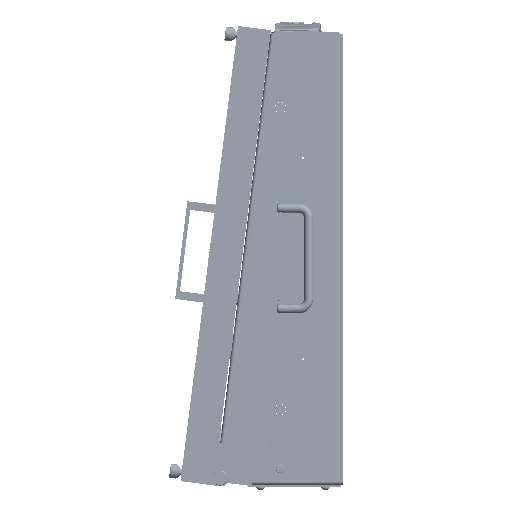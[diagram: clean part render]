
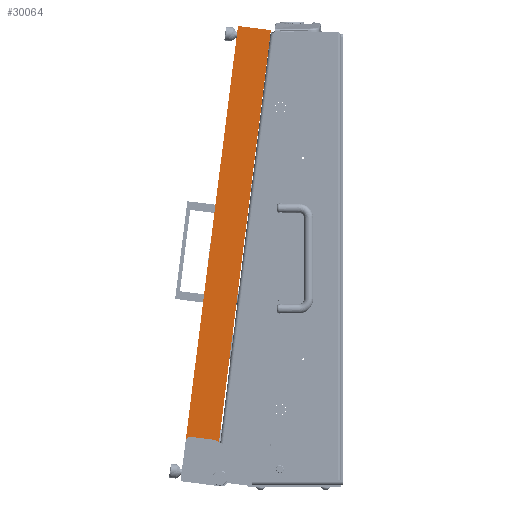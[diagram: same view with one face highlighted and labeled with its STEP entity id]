
A CAD part, left-side view. The second image highlights one B-rep face of the part: STEP entity #30064.
In plain terms, the highlighted planar face has unit normal (-1, 0, 0).
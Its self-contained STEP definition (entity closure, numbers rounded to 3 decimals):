
#132 = DIRECTION ( 'NONE',  ( 0., 1., 0. ) ) ;
#182 = CARTESIAN_POINT ( 'NONE',  ( -277.5, 0., 228. ) ) ;
#1985 = ORIENTED_EDGE ( 'NONE', *, *, #151413, .T. ) ;
#11108 = CARTESIAN_POINT ( 'NONE',  ( -277.5, 7., -183. ) ) ;
#22204 = VERTEX_POINT ( 'NONE', #25155 ) ;
#22460 = VECTOR ( 'NONE', #150247, 1000. ) ;
#25155 = CARTESIAN_POINT ( 'NONE',  ( -277.5, 28., -183. ) ) ;
#26115 = AXIS2_PLACEMENT_3D ( 'NONE', #154606, #153444, #186368 ) ;
#28704 = VERTEX_POINT ( 'NONE', #52955 ) ;
#30064 = ADVANCED_FACE ( 'NONE', ( #137014 ), #61820, .F. ) ;
#31440 = LINE ( 'NONE', #139565, #72433 ) ;
#32820 = DIRECTION ( 'NONE',  ( -1., 0., 0. ) ) ;
#32923 = VERTEX_POINT ( 'NONE', #37077 ) ;
#37077 = CARTESIAN_POINT ( 'NONE',  ( -277.5, 33., 228. ) ) ;
#52955 = CARTESIAN_POINT ( 'NONE',  ( -277.5, 33., -188. ) ) ;
#54183 = CARTESIAN_POINT ( 'NONE',  ( -277.5, 33., -183. ) ) ;
#58515 = VERTEX_POINT ( 'NONE', #124766 ) ;
#58617 = EDGE_CURVE ( 'NONE', #160117, #22204, #163449, .T. ) ;
#61820 = PLANE ( 'NONE',  #26115 ) ;
#66290 = EDGE_CURVE ( 'NONE', #58515, #160117, #126410, .T. ) ;
#67235 = CARTESIAN_POINT ( 'NONE',  ( -277.5, 33., 228. ) ) ;
#72433 = VECTOR ( 'NONE', #158330, 1000. ) ;
#78922 = ORIENTED_EDGE ( 'NONE', *, *, #161475, .F. ) ;
#82257 = EDGE_CURVE ( 'NONE', #58515, #84247, #31440, .T. ) ;
#84247 = VERTEX_POINT ( 'NONE', #182 ) ;
#84864 = LINE ( 'NONE', #67235, #124424 ) ;
#85089 = AXIS2_PLACEMENT_3D ( 'NONE', #87093, #105933, #183048 ) ;
#87027 = EDGE_LOOP ( 'NONE', ( #159710, #221625, #78922, #106562, #1985, #131888 ) ) ;
#87093 = CARTESIAN_POINT ( 'NONE',  ( -277.5, 28., -188. ) ) ;
#105933 = DIRECTION ( 'NONE',  ( 1., 0., 0. ) ) ;
#106562 = ORIENTED_EDGE ( 'NONE', *, *, #199291, .F. ) ;
#111284 = AXIS2_PLACEMENT_3D ( 'NONE', #226637, #32820, #227801 ) ;
#124424 = VECTOR ( 'NONE', #157692, 1000. ) ;
#124766 = CARTESIAN_POINT ( 'NONE',  ( -277.5, 0., -184.265 ) ) ;
#126410 = CIRCLE ( 'NONE', #111284, 20. ) ;
#131888 = ORIENTED_EDGE ( 'NONE', *, *, #58617, .F. ) ;
#137014 = FACE_OUTER_BOUND ( 'NONE', #87027, .T. ) ;
#137636 = CIRCLE ( 'NONE', #85089, 5. ) ;
#139565 = CARTESIAN_POINT ( 'NONE',  ( -277.5, 0., -228. ) ) ;
#150247 = DIRECTION ( 'NONE',  ( 0., 0., 1. ) ) ;
#151413 = EDGE_CURVE ( 'NONE', #28704, #22204, #137636, .T. ) ;
#153444 = DIRECTION ( 'NONE',  ( 1., 0., 0. ) ) ;
#154606 = CARTESIAN_POINT ( 'NONE',  ( -277.5, 33., -228. ) ) ;
#157692 = DIRECTION ( 'NONE',  ( 0., -1., 0. ) ) ;
#158330 = DIRECTION ( 'NONE',  ( 0., 0., 1. ) ) ;
#159710 = ORIENTED_EDGE ( 'NONE', *, *, #66290, .F. ) ;
#160117 = VERTEX_POINT ( 'NONE', #11108 ) ;
#161475 = EDGE_CURVE ( 'NONE', #32923, #84247, #84864, .T. ) ;
#163449 = LINE ( 'NONE', #54183, #211076 ) ;
#183048 = DIRECTION ( 'NONE',  ( 0., 0., -1. ) ) ;
#186368 = DIRECTION ( 'NONE',  ( 0., 0., -1. ) ) ;
#186611 = LINE ( 'NONE', #190090, #22460 ) ;
#190090 = CARTESIAN_POINT ( 'NONE',  ( -277.5, 33., -228. ) ) ;
#199291 = EDGE_CURVE ( 'NONE', #28704, #32923, #186611, .T. ) ;
#211076 = VECTOR ( 'NONE', #132, 1000. ) ;
#221625 = ORIENTED_EDGE ( 'NONE', *, *, #82257, .T. ) ;
#226637 = CARTESIAN_POINT ( 'NONE',  ( -277.5, 7., -203. ) ) ;
#227801 = DIRECTION ( 'NONE',  ( 0., 0., -1. ) ) ;
